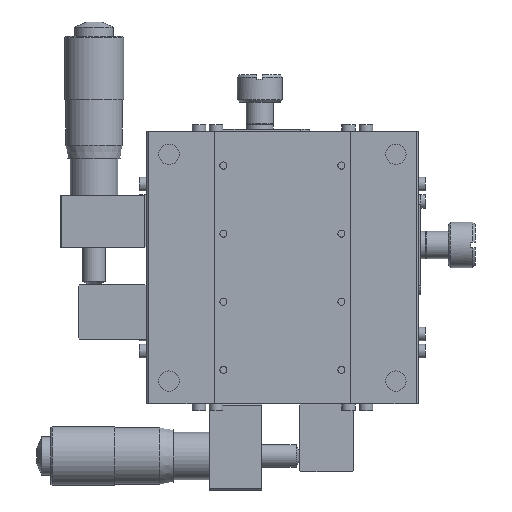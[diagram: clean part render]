
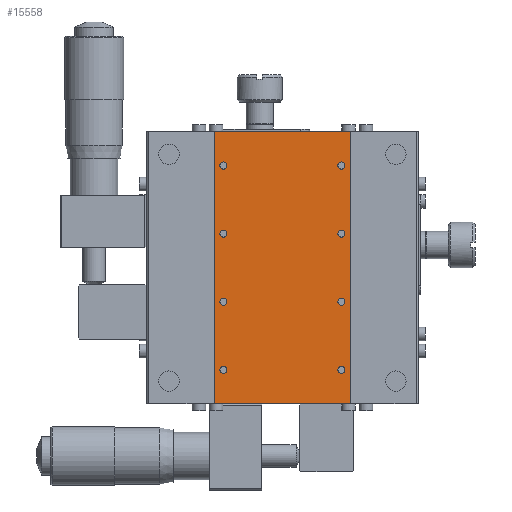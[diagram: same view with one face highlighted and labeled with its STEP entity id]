
A CAD part, front view. The second image highlights one B-rep face of the part: STEP entity #15558.
In plain terms, the highlighted planar face has unit normal (0, -1, 0).
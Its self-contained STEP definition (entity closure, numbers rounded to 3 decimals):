
#15 = ORIENTED_EDGE ( 'NONE', *, *, #3113, .T. ) ;
#70 = DIRECTION ( 'NONE',  ( 0., 0., -1. ) ) ;
#90 = CARTESIAN_POINT ( 'NONE',  ( 15., 0.2, -60. ) ) ;
#728 = DIRECTION ( 'NONE',  ( 0., 0., -1. ) ) ;
#952 = CIRCLE ( 'NONE', #6102, 0.784 ) ;
#999 = EDGE_CURVE ( 'NONE', #9627, #1817, #5278, .T. ) ;
#1371 = CARTESIAN_POINT ( 'NONE',  ( 43., 0.2, -7.5 ) ) ;
#1414 = CIRCLE ( 'NONE', #3829, 0.783 ) ;
#1438 = CIRCLE ( 'NONE', #1757, 0.783 ) ;
#1579 = CARTESIAN_POINT ( 'NONE',  ( 17., 0.2, -8.284 ) ) ;
#1686 = EDGE_CURVE ( 'NONE', #2855, #2855, #4450, .T. ) ;
#1757 = AXIS2_PLACEMENT_3D ( 'NONE', #13839, #11374, #18463 ) ;
#1817 = VERTEX_POINT ( 'NONE', #17564 ) ;
#1853 = CARTESIAN_POINT ( 'NONE',  ( 17., 0.2, -38.283 ) ) ;
#1858 = VERTEX_POINT ( 'NONE', #1579 ) ;
#2145 = PLANE ( 'NONE',  #15086 ) ;
#2287 = LINE ( 'NONE', #12436, #9417 ) ;
#2340 = EDGE_LOOP ( 'NONE', ( #16773 ) ) ;
#2493 = EDGE_CURVE ( 'NONE', #16014, #16014, #1438, .T. ) ;
#2631 = CIRCLE ( 'NONE', #6236, 0.783 ) ;
#2846 = CIRCLE ( 'NONE', #15851, 0.783 ) ;
#2848 = CARTESIAN_POINT ( 'NONE',  ( 17., 0.2, -37.5 ) ) ;
#2855 = VERTEX_POINT ( 'NONE', #6912 ) ;
#3019 = EDGE_LOOP ( 'NONE', ( #18123, #11246, #4130, #15 ) ) ;
#3113 = EDGE_CURVE ( 'NONE', #17925, #14147, #4585, .T. ) ;
#3279 = LINE ( 'NONE', #9052, #9316 ) ;
#3469 = ORIENTED_EDGE ( 'NONE', *, *, #2493, .T. ) ;
#3710 = EDGE_LOOP ( 'NONE', ( #18086 ) ) ;
#3746 = CARTESIAN_POINT ( 'NONE',  ( 15., 0.2, -60. ) ) ;
#3829 = AXIS2_PLACEMENT_3D ( 'NONE', #4770, #16153, #13420 ) ;
#3984 = EDGE_CURVE ( 'NONE', #14147, #9627, #2287, .T. ) ;
#4130 = ORIENTED_EDGE ( 'NONE', *, *, #15452, .T. ) ;
#4225 = ORIENTED_EDGE ( 'NONE', *, *, #9958, .T. ) ;
#4244 = EDGE_CURVE ( 'NONE', #17583, #17583, #2846, .T. ) ;
#4447 = EDGE_LOOP ( 'NONE', ( #4225 ) ) ;
#4450 = CIRCLE ( 'NONE', #9283, 0.784 ) ;
#4578 = DIRECTION ( 'NONE',  ( 0., 0., -1. ) ) ;
#4585 = LINE ( 'NONE', #18643, #8308 ) ;
#4637 = EDGE_LOOP ( 'NONE', ( #8261 ) ) ;
#4770 = CARTESIAN_POINT ( 'NONE',  ( 43., 0.2, -37.5 ) ) ;
#4997 = CARTESIAN_POINT ( 'NONE',  ( 45., 0.2, -60. ) ) ;
#5278 = LINE ( 'NONE', #13479, #11897 ) ;
#5487 = DIRECTION ( 'NONE',  ( 0., 0., -1. ) ) ;
#5520 = EDGE_LOOP ( 'NONE', ( #3469 ) ) ;
#5648 = DIRECTION ( 'NONE',  ( 0., 0., -1. ) ) ;
#5869 = CARTESIAN_POINT ( 'NONE',  ( 17., 0.2, -23.284 ) ) ;
#6102 = AXIS2_PLACEMENT_3D ( 'NONE', #7438, #13066, #70 ) ;
#6236 = AXIS2_PLACEMENT_3D ( 'NONE', #18375, #12533, #5487 ) ;
#6243 = DIRECTION ( 'NONE',  ( 1., 0., 0. ) ) ;
#6393 = FACE_BOUND ( 'NONE', #11238, .T. ) ;
#6496 = DIRECTION ( 'NONE',  ( 0., 0., 1. ) ) ;
#6912 = CARTESIAN_POINT ( 'NONE',  ( 43., 0.2, -8.284 ) ) ;
#7069 = DIRECTION ( 'NONE',  ( 0., 1., 0. ) ) ;
#7108 = VERTEX_POINT ( 'NONE', #10055 ) ;
#7184 = DIRECTION ( 'NONE',  ( 0., 1., 0. ) ) ;
#7438 = CARTESIAN_POINT ( 'NONE',  ( 17., 0.2, -7.5 ) ) ;
#7749 = ORIENTED_EDGE ( 'NONE', *, *, #10610, .T. ) ;
#8004 = FACE_BOUND ( 'NONE', #4637, .T. ) ;
#8163 = ORIENTED_EDGE ( 'NONE', *, *, #11296, .T. ) ;
#8261 = ORIENTED_EDGE ( 'NONE', *, *, #14610, .T. ) ;
#8308 = VECTOR ( 'NONE', #10455, 1000. ) ;
#9052 = CARTESIAN_POINT ( 'NONE',  ( 15., 0.2, 0. ) ) ;
#9283 = AXIS2_PLACEMENT_3D ( 'NONE', #1371, #16233, #4578 ) ;
#9316 = VECTOR ( 'NONE', #14847, 1000. ) ;
#9336 = FACE_BOUND ( 'NONE', #3710, .T. ) ;
#9417 = VECTOR ( 'NONE', #6243, 1000. ) ;
#9627 = VERTEX_POINT ( 'NONE', #4997 ) ;
#9712 = AXIS2_PLACEMENT_3D ( 'NONE', #10199, #7069, #18644 ) ;
#9958 = EDGE_CURVE ( 'NONE', #18591, #18591, #15781, .T. ) ;
#10055 = CARTESIAN_POINT ( 'NONE',  ( 43., 0.2, -53.283 ) ) ;
#10199 = CARTESIAN_POINT ( 'NONE',  ( 17., 0.2, -52.5 ) ) ;
#10455 = DIRECTION ( 'NONE',  ( 0., 0., -1. ) ) ;
#10490 = EDGE_CURVE ( 'NONE', #15644, #15644, #1414, .T. ) ;
#10610 = EDGE_CURVE ( 'NONE', #11481, #11481, #2631, .T. ) ;
#11006 = CARTESIAN_POINT ( 'NONE',  ( 17., 0.2, -53.283 ) ) ;
#11135 = FACE_BOUND ( 'NONE', #14690, .T. ) ;
#11238 = EDGE_LOOP ( 'NONE', ( #7749 ) ) ;
#11246 = ORIENTED_EDGE ( 'NONE', *, *, #999, .T. ) ;
#11296 = EDGE_CURVE ( 'NONE', #7108, #7108, #12365, .T. ) ;
#11374 = DIRECTION ( 'NONE',  ( 0., 1., 0. ) ) ;
#11481 = VERTEX_POINT ( 'NONE', #16367 ) ;
#11897 = VECTOR ( 'NONE', #6496, 1000. ) ;
#12205 = FACE_BOUND ( 'NONE', #2340, .T. ) ;
#12365 = CIRCLE ( 'NONE', #14457, 0.783 ) ;
#12436 = CARTESIAN_POINT ( 'NONE',  ( 15., 0.2, -60. ) ) ;
#12453 = ORIENTED_EDGE ( 'NONE', *, *, #10490, .T. ) ;
#12533 = DIRECTION ( 'NONE',  ( 0., 1., 0. ) ) ;
#13065 = CARTESIAN_POINT ( 'NONE',  ( 43., 0.2, -52.5 ) ) ;
#13066 = DIRECTION ( 'NONE',  ( 0., 1., 0. ) ) ;
#13420 = DIRECTION ( 'NONE',  ( 0., 0., -1. ) ) ;
#13479 = CARTESIAN_POINT ( 'NONE',  ( 45., 0.2, -60. ) ) ;
#13713 = DIRECTION ( 'NONE',  ( 0., -1., 0. ) ) ;
#13802 = FACE_BOUND ( 'NONE', #4447, .T. ) ;
#13839 = CARTESIAN_POINT ( 'NONE',  ( 17., 0.2, -22.5 ) ) ;
#13996 = FACE_OUTER_BOUND ( 'NONE', #3019, .T. ) ;
#14147 = VERTEX_POINT ( 'NONE', #90 ) ;
#14228 = CARTESIAN_POINT ( 'NONE',  ( 43., 0.2, -38.283 ) ) ;
#14457 = AXIS2_PLACEMENT_3D ( 'NONE', #13065, #17318, #5648 ) ;
#14610 = EDGE_CURVE ( 'NONE', #1858, #1858, #952, .T. ) ;
#14690 = EDGE_LOOP ( 'NONE', ( #12453 ) ) ;
#14847 = DIRECTION ( 'NONE',  ( -1., 0., 0. ) ) ;
#14879 = CARTESIAN_POINT ( 'NONE',  ( 15., 0.2, 0. ) ) ;
#15086 = AXIS2_PLACEMENT_3D ( 'NONE', #3746, #13713, #728 ) ;
#15125 = FACE_BOUND ( 'NONE', #5520, .T. ) ;
#15303 = EDGE_LOOP ( 'NONE', ( #8163 ) ) ;
#15452 = EDGE_CURVE ( 'NONE', #1817, #17925, #3279, .T. ) ;
#15558 = ADVANCED_FACE ( 'NONE', ( #13996, #8004, #15125, #18335, #11135, #6393, #12205, #13802, #9336 ), #2145, .T. ) ;
#15644 = VERTEX_POINT ( 'NONE', #14228 ) ;
#15781 = CIRCLE ( 'NONE', #9712, 0.783 ) ;
#15851 = AXIS2_PLACEMENT_3D ( 'NONE', #2848, #7184, #16104 ) ;
#16014 = VERTEX_POINT ( 'NONE', #5869 ) ;
#16104 = DIRECTION ( 'NONE',  ( 0., 0., -1. ) ) ;
#16153 = DIRECTION ( 'NONE',  ( 0., 1., 0. ) ) ;
#16233 = DIRECTION ( 'NONE',  ( 0., 1., 0. ) ) ;
#16367 = CARTESIAN_POINT ( 'NONE',  ( 43., 0.2, -23.284 ) ) ;
#16773 = ORIENTED_EDGE ( 'NONE', *, *, #1686, .T. ) ;
#17318 = DIRECTION ( 'NONE',  ( 0., 1., 0. ) ) ;
#17564 = CARTESIAN_POINT ( 'NONE',  ( 45., 0.2, 0. ) ) ;
#17583 = VERTEX_POINT ( 'NONE', #1853 ) ;
#17925 = VERTEX_POINT ( 'NONE', #14879 ) ;
#18086 = ORIENTED_EDGE ( 'NONE', *, *, #4244, .T. ) ;
#18123 = ORIENTED_EDGE ( 'NONE', *, *, #3984, .T. ) ;
#18335 = FACE_BOUND ( 'NONE', #15303, .T. ) ;
#18375 = CARTESIAN_POINT ( 'NONE',  ( 43., 0.2, -22.5 ) ) ;
#18463 = DIRECTION ( 'NONE',  ( 0., 0., -1. ) ) ;
#18591 = VERTEX_POINT ( 'NONE', #11006 ) ;
#18643 = CARTESIAN_POINT ( 'NONE',  ( 15., 0.2, -60. ) ) ;
#18644 = DIRECTION ( 'NONE',  ( 0., 0., -1. ) ) ;
